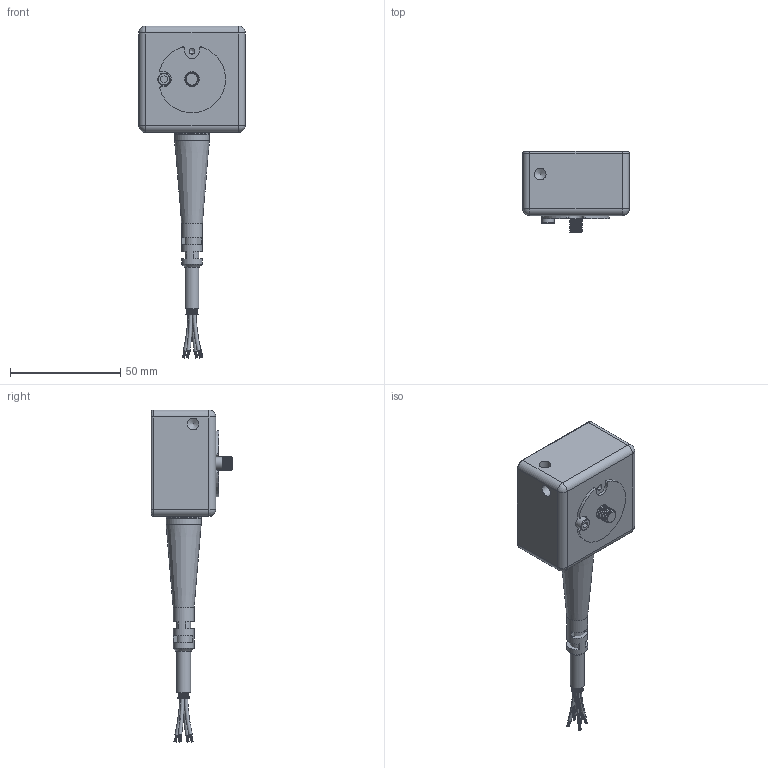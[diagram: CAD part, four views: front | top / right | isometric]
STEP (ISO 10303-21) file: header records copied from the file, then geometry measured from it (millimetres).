
FILE_DESCRIPTION(/* description */ (''),/* implementation_level */ '2;1');
FILE_NAME(/* name */ 'TXFA331.stp',/* time_stamp */ '2021-07-13T08:39:49-04:00',/* author */ ('lcup'),/* organization */ (''),/* preprocessor_version */ 'ST-DEVELOPER v18',/* originating_system */ 'Autodesk Inventor 2020',/* authorisation */ '');
FILE_SCHEMA (('AUTOMOTIVE_DESIGN { 1 0 10303 214 3 1 1 }'));
Products named in the file (22): TXFA SERIES; EPN11322; EPN11323; ACP50448; ACP32131; ACA10196; ACP32003; ACP32132; ACP32133; ACP32240; ACP32260; ACP32259; CB105; CBP10037; CBP10037_1; ACP32223; MSP10125; ACP32239; ACP32274; ACP50051; ACP50063; EPN11316
Assembly tree (32 placements, depth 4):
  TXFA SERIES
    EPN11322
    EPN11323
    ACP50448
    ACP32131
    ACA10196  x3
      ACP32003
      ACP32132
      ACP32133
      ACP32240
      ACP32260
        ACP32259
    CB105
      CBP10037
      CBP10037_1
    ACP32223
    MSP10125
    ACP32239
      ACP32274
      ACP50051  x4
      ACP50063  x4
      EPN11316  x4
Bounding box: 48.29 x 36.83 x 150.62 mm (x, y, z)
Volume: 56124.6 mm3; surface area: 46555.6 mm2
Topology: 96 solids, 96 shells, 2537 faces, 6794 edges, 3858 vertices
Faces by surface type: plane 859, cylinder 822, bspline 627, torus 162, cone 63, sphere 4
Full cylindrical faces by diameter (mm): 0.128 x38, 0.203 x72, 1.016 x15, 1.27 x11, 1.575 x8, 2.032 x8, 2.642 x2, 3.505 x1, 3.937 x2, 4.445 x1, 4.501 x3, 4.572 x2, 4.762 x2, 4.953 x1, 5.359 x3, 5.588 x1, 6.35 x4, 6.706 x1, 6.756 x1, 7.493 x1, 7.95 x2, 8.4 x3, 9.525 x2, 9.906 x1, 10.471 x1, 10.668 x1, 11.43 x5, 12.7 x2, 13.208 x1, 13.665 x3
Entity records: 102553 total; most frequent: CARTESIAN_POINT 46866, ORIENTED_EDGE 11864, DIRECTION 10785, EDGE_CURVE 5932, AXIS2_PLACEMENT_3D 4839, VERTEX_POINT 3372, CIRCLE 3032, EDGE_LOOP 2478
